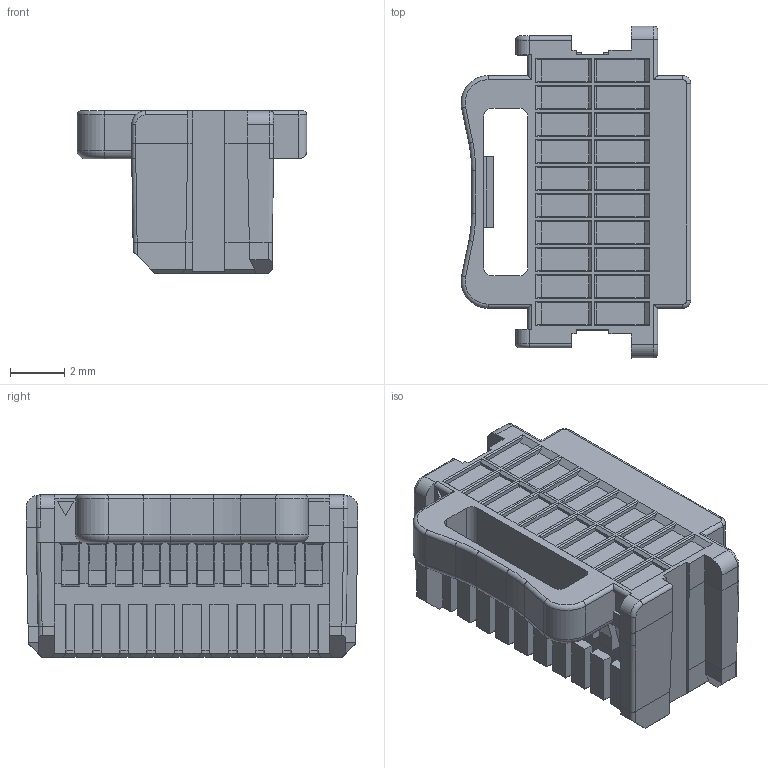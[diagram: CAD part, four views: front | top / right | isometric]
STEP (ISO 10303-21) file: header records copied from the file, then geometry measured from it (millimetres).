
FILE_DESCRIPTION(('CoCreate Modeling STEP Export'),'2;1');
FILE_NAME('DF50S-20DS-1C.stp','2012-02-06T18:29:21',(''),(''),'CoCreate Modeling STEP processor for AP214 (Solid Model)','CoCreate Modeling 17.0 01-Apr-2010 (C) Parametric Technology GmbH','');
FILE_SCHEMA(('AUTOMOTIVE_DESIGN { 1 0 10303 214 1 1 1 1 }'));
Length unit declared in the file: millimetre
Products named in the file (1): DF50S-20DS-1C
Bounding box: 8.5 x 12.28 x 6 mm (x, y, z)
Volume: 297.9 mm3; surface area: 491.7 mm2
Topology: 1 solids, 1 shells, 826 faces, 2177 edges, 1376 vertices
Faces by surface type: plane 700, cylinder 112, torus 14
Entity records: 26120 total; most frequent: CARTESIAN_POINT 6112, ORIENTED_EDGE 4354, DIRECTION 3772, EDGE_CURVE 2177, VECTOR 1884, LINE 1884, VERTEX_POINT 1376, AXIS2_PLACEMENT_3D 944
